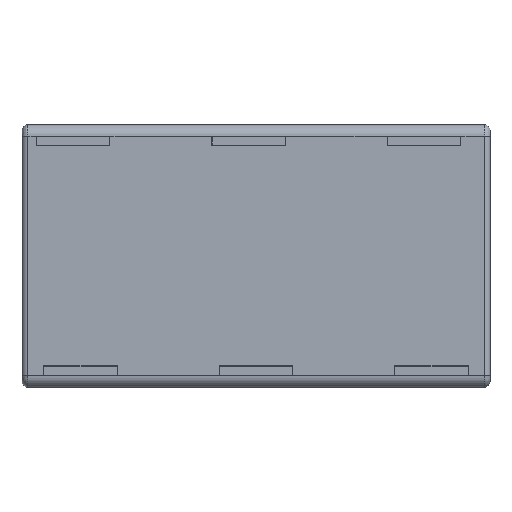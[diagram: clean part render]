
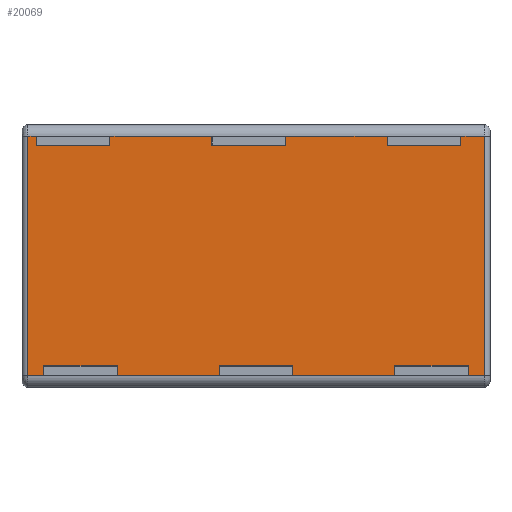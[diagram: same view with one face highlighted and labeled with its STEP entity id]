
A CAD part, front view. The second image highlights one B-rep face of the part: STEP entity #20069.
In plain terms, the highlighted planar face has unit normal (0, -1, 0).
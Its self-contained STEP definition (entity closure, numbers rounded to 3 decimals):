
#1646=FACE_BOUND('',#4222,.T.);
#1647=FACE_BOUND('',#4223,.T.);
#1648=FACE_BOUND('',#4224,.T.);
#2997=FACE_OUTER_BOUND('',#4221,.T.);
#4221=EDGE_LOOP('',(#18263,#18264,#18265,#18266,#18267,#18268,#18269,#18270,
#18271,#18272,#18273,#18274,#18275,#18276,#18277,#18278));
#4222=EDGE_LOOP('',(#18279,#18280,#18281,#18282));
#4223=EDGE_LOOP('',(#18283,#18284,#18285,#18286));
#4224=EDGE_LOOP('',(#18287,#18288,#18289,#18290));
#5923=LINE('',#36859,#7676);
#5957=LINE('',#37003,#7710);
#5960=LINE('',#37009,#7713);
#5963=LINE('',#37015,#7716);
#5966=LINE('',#37023,#7719);
#5969=LINE('',#37031,#7722);
#5971=LINE('',#37039,#7724);
#5973=LINE('',#37047,#7726);
#5975=LINE('',#37054,#7728);
#5977=LINE('',#37058,#7730);
#5983=LINE('',#37069,#7736);
#5984=LINE('',#37071,#7737);
#5985=LINE('',#37072,#7738);
#5986=LINE('',#37074,#7739);
#5987=LINE('',#37075,#7740);
#5988=LINE('',#37077,#7741);
#5989=LINE('',#37079,#7742);
#5990=LINE('',#37080,#7743);
#5991=LINE('',#37082,#7744);
#5992=LINE('',#37083,#7745);
#5993=LINE('',#37085,#7746);
#5994=LINE('',#37087,#7747);
#5995=LINE('',#37088,#7748);
#5996=LINE('',#37089,#7749);
#5997=LINE('',#37090,#7750);
#5998=LINE('',#37092,#7751);
#5999=LINE('',#37094,#7752);
#6000=LINE('',#37095,#7753);
#7676=VECTOR('',#24194,10.);
#7710=VECTOR('',#24256,10.);
#7713=VECTOR('',#24261,10.);
#7716=VECTOR('',#24266,10.);
#7719=VECTOR('',#24273,10.);
#7722=VECTOR('',#24280,10.);
#7724=VECTOR('',#24286,10.);
#7726=VECTOR('',#24292,10.);
#7728=VECTOR('',#24298,10.);
#7730=VECTOR('',#24302,10.);
#7736=VECTOR('',#24316,10.);
#7737=VECTOR('',#24317,10.);
#7738=VECTOR('',#24318,10.);
#7739=VECTOR('',#24319,10.);
#7740=VECTOR('',#24320,10.);
#7741=VECTOR('',#24321,10.);
#7742=VECTOR('',#24322,10.);
#7743=VECTOR('',#24323,10.);
#7744=VECTOR('',#24324,10.);
#7745=VECTOR('',#24325,10.);
#7746=VECTOR('',#24326,10.);
#7747=VECTOR('',#24327,10.);
#7748=VECTOR('',#24328,10.);
#7749=VECTOR('',#24329,10.);
#7750=VECTOR('',#24330,10.);
#7751=VECTOR('',#24331,10.);
#7752=VECTOR('',#24332,10.);
#7753=VECTOR('',#24333,10.);
#9609=VERTEX_POINT('',#36856);
#9610=VERTEX_POINT('',#36858);
#9657=VERTEX_POINT('',#37000);
#9658=VERTEX_POINT('',#37002);
#9659=VERTEX_POINT('',#37006);
#9660=VERTEX_POINT('',#37008);
#9661=VERTEX_POINT('',#37012);
#9662=VERTEX_POINT('',#37014);
#9664=VERTEX_POINT('',#37020);
#9665=VERTEX_POINT('',#37022);
#9667=VERTEX_POINT('',#37028);
#9668=VERTEX_POINT('',#37030);
#9671=VERTEX_POINT('',#37036);
#9672=VERTEX_POINT('',#37038);
#9675=VERTEX_POINT('',#37044);
#9676=VERTEX_POINT('',#37046);
#9679=VERTEX_POINT('',#37052);
#9680=VERTEX_POINT('',#37057);
#9681=VERTEX_POINT('',#37068);
#9682=VERTEX_POINT('',#37070);
#9683=VERTEX_POINT('',#37073);
#9684=VERTEX_POINT('',#37076);
#9685=VERTEX_POINT('',#37078);
#9686=VERTEX_POINT('',#37081);
#9687=VERTEX_POINT('',#37084);
#9688=VERTEX_POINT('',#37086);
#9689=VERTEX_POINT('',#37091);
#9690=VERTEX_POINT('',#37093);
#12478=EDGE_CURVE('',#9610,#9609,#5923,.T.);
#12528=EDGE_CURVE('',#9658,#9657,#5957,.T.);
#12531=EDGE_CURVE('',#9660,#9659,#5960,.T.);
#12534=EDGE_CURVE('',#9662,#9661,#5963,.T.);
#12538=EDGE_CURVE('',#9665,#9664,#5966,.T.);
#12542=EDGE_CURVE('',#9667,#9668,#5969,.T.);
#12546=EDGE_CURVE('',#9671,#9672,#5971,.T.);
#12550=EDGE_CURVE('',#9675,#9676,#5973,.T.);
#12554=EDGE_CURVE('',#9679,#9664,#5975,.T.);
#12556=EDGE_CURVE('',#9680,#9672,#5977,.T.);
#12562=EDGE_CURVE('',#9681,#9679,#5983,.T.);
#12563=EDGE_CURVE('',#9682,#9681,#5984,.T.);
#12564=EDGE_CURVE('',#9676,#9682,#5985,.T.);
#12565=EDGE_CURVE('',#9675,#9683,#5986,.T.);
#12566=EDGE_CURVE('',#9683,#9680,#5987,.T.);
#12567=EDGE_CURVE('',#9671,#9684,#5988,.T.);
#12568=EDGE_CURVE('',#9684,#9685,#5989,.T.);
#12569=EDGE_CURVE('',#9685,#9668,#5990,.T.);
#12570=EDGE_CURVE('',#9667,#9686,#5991,.T.);
#12571=EDGE_CURVE('',#9686,#9665,#5992,.T.);
#12572=EDGE_CURVE('',#9609,#9687,#5993,.T.);
#12573=EDGE_CURVE('',#9687,#9688,#5994,.T.);
#12574=EDGE_CURVE('',#9688,#9610,#5995,.T.);
#12575=EDGE_CURVE('',#9657,#9660,#5996,.T.);
#12576=EDGE_CURVE('',#9659,#9658,#5997,.T.);
#12577=EDGE_CURVE('',#9661,#9689,#5998,.T.);
#12578=EDGE_CURVE('',#9689,#9690,#5999,.T.);
#12579=EDGE_CURVE('',#9690,#9662,#6000,.T.);
#18263=ORIENTED_EDGE('',*,*,#12538,.T.);
#18264=ORIENTED_EDGE('',*,*,#12554,.F.);
#18265=ORIENTED_EDGE('',*,*,#12562,.F.);
#18266=ORIENTED_EDGE('',*,*,#12563,.F.);
#18267=ORIENTED_EDGE('',*,*,#12564,.F.);
#18268=ORIENTED_EDGE('',*,*,#12550,.F.);
#18269=ORIENTED_EDGE('',*,*,#12565,.T.);
#18270=ORIENTED_EDGE('',*,*,#12566,.T.);
#18271=ORIENTED_EDGE('',*,*,#12556,.T.);
#18272=ORIENTED_EDGE('',*,*,#12546,.F.);
#18273=ORIENTED_EDGE('',*,*,#12567,.T.);
#18274=ORIENTED_EDGE('',*,*,#12568,.T.);
#18275=ORIENTED_EDGE('',*,*,#12569,.T.);
#18276=ORIENTED_EDGE('',*,*,#12542,.F.);
#18277=ORIENTED_EDGE('',*,*,#12570,.T.);
#18278=ORIENTED_EDGE('',*,*,#12571,.T.);
#18279=ORIENTED_EDGE('',*,*,#12572,.T.);
#18280=ORIENTED_EDGE('',*,*,#12573,.T.);
#18281=ORIENTED_EDGE('',*,*,#12574,.T.);
#18282=ORIENTED_EDGE('',*,*,#12478,.T.);
#18283=ORIENTED_EDGE('',*,*,#12575,.T.);
#18284=ORIENTED_EDGE('',*,*,#12531,.T.);
#18285=ORIENTED_EDGE('',*,*,#12576,.T.);
#18286=ORIENTED_EDGE('',*,*,#12528,.T.);
#18287=ORIENTED_EDGE('',*,*,#12577,.T.);
#18288=ORIENTED_EDGE('',*,*,#12578,.T.);
#18289=ORIENTED_EDGE('',*,*,#12579,.T.);
#18290=ORIENTED_EDGE('',*,*,#12534,.T.);
#18990=PLANE('',#20949);
#20069=ADVANCED_FACE('',(#2997,#1646,#1647,#1648),#18990,.T.);
#20949=AXIS2_PLACEMENT_3D('',#37067,#24314,#24315);
#24194=DIRECTION('',(0.,0.,1.));
#24256=DIRECTION('',(0.,0.,-1.));
#24261=DIRECTION('',(0.,0.,1.));
#24266=DIRECTION('',(0.,0.,-1.));
#24273=DIRECTION('',(0.,0.,1.));
#24280=DIRECTION('',(1.,0.,0.));
#24286=DIRECTION('',(1.,0.,0.));
#24292=DIRECTION('',(1.,0.,0.));
#24298=DIRECTION('',(1.,0.,0.));
#24302=DIRECTION('',(0.,0.,1.));
#24314=DIRECTION('center_axis',(0.,-1.,0.));
#24315=DIRECTION('ref_axis',(0.,0.,-1.));
#24316=DIRECTION('',(0.,0.,1.));
#24317=DIRECTION('',(-1.,0.,0.));
#24318=DIRECTION('',(0.,0.,-1.));
#24319=DIRECTION('',(0.,0.,-1.));
#24320=DIRECTION('',(-1.,0.,0.));
#24321=DIRECTION('',(0.,0.,-1.));
#24322=DIRECTION('',(-1.,0.,0.));
#24323=DIRECTION('',(0.,0.,1.));
#24324=DIRECTION('',(0.,0.,-1.));
#24325=DIRECTION('',(-1.,0.,0.));
#24326=DIRECTION('',(1.,0.,0.));
#24327=DIRECTION('',(0.,0.,-1.));
#24328=DIRECTION('',(-1.,0.,0.));
#24329=DIRECTION('',(-1.,0.,0.));
#24330=DIRECTION('',(1.,0.,0.));
#24331=DIRECTION('',(-1.,0.,0.));
#24332=DIRECTION('',(0.,0.,1.));
#24333=DIRECTION('',(1.,0.,0.));
#36856=CARTESIAN_POINT('',(47.4,0.,-84.786));
#36858=CARTESIAN_POINT('',(47.4,0.,-87.986));
#36859=CARTESIAN_POINT('',(47.4,0.,-42.443));
#37000=CARTESIAN_POINT('',(12.6,0.,-87.986));
#37002=CARTESIAN_POINT('',(12.6,0.,-84.786));
#37003=CARTESIAN_POINT('',(12.6,0.,-43.943));
#37006=CARTESIAN_POINT('',(-12.6,0.,-84.786));
#37008=CARTESIAN_POINT('',(-12.6,0.,-87.986));
#37009=CARTESIAN_POINT('',(-12.6,0.,-42.443));
#37012=CARTESIAN_POINT('',(-47.4,0.,-87.986));
#37014=CARTESIAN_POINT('',(-47.4,0.,-84.786));
#37015=CARTESIAN_POINT('',(-47.4,0.,-43.943));
#37020=CARTESIAN_POINT('',(-75.126,0.,-6.279));
#37022=CARTESIAN_POINT('',(-75.126,0.,-9.418));
#37023=CARTESIAN_POINT('',(-75.126,0.,-3.159));
#37028=CARTESIAN_POINT('',(-49.926,0.,-6.279));
#37030=CARTESIAN_POINT('',(-15.126,0.,-6.279));
#37031=CARTESIAN_POINT('',(0.,0.,-6.279));
#37036=CARTESIAN_POINT('',(10.074,0.,-6.279));
#37038=CARTESIAN_POINT('',(44.874,0.,-6.279));
#37039=CARTESIAN_POINT('',(0.,0.,-6.279));
#37044=CARTESIAN_POINT('',(70.074,0.,-6.279));
#37046=CARTESIAN_POINT('',(78.,0.,-6.279));
#37047=CARTESIAN_POINT('',(0.,0.,-6.279));
#37052=CARTESIAN_POINT('',(-78.,0.,-6.279));
#37054=CARTESIAN_POINT('',(0.,0.,-6.279));
#37057=CARTESIAN_POINT('',(44.874,0.,-9.418));
#37058=CARTESIAN_POINT('',(44.874,0.,-3.159));
#37067=CARTESIAN_POINT('Origin',(0.,0.,0.));
#37068=CARTESIAN_POINT('',(-78.,0.,-88.072));
#37069=CARTESIAN_POINT('',(-78.,0.,-23.75));
#37070=CARTESIAN_POINT('',(78.,0.,-88.072));
#37071=CARTESIAN_POINT('',(0.,0.,-88.072));
#37072=CARTESIAN_POINT('',(78.,0.,-23.75));
#37073=CARTESIAN_POINT('',(70.074,0.,-9.418));
#37074=CARTESIAN_POINT('',(70.074,0.,-3.159));
#37075=CARTESIAN_POINT('',(22.487,0.,-9.418));
#37076=CARTESIAN_POINT('',(10.074,0.,-9.418));
#37077=CARTESIAN_POINT('',(10.074,0.,-3.159));
#37078=CARTESIAN_POINT('',(-15.126,0.,-9.418));
#37079=CARTESIAN_POINT('',(4.987,0.,-9.418));
#37080=CARTESIAN_POINT('',(-15.126,0.,-3.159));
#37081=CARTESIAN_POINT('',(-49.926,0.,-9.418));
#37082=CARTESIAN_POINT('',(-49.926,0.,-3.159));
#37083=CARTESIAN_POINT('',(-37.513,0.,-9.418));
#37084=CARTESIAN_POINT('',(72.6,0.,-84.786));
#37085=CARTESIAN_POINT('',(23.75,0.,-84.786));
#37086=CARTESIAN_POINT('',(72.6,0.,-87.986));
#37087=CARTESIAN_POINT('',(72.6,0.,-43.943));
#37088=CARTESIAN_POINT('',(23.75,0.,-87.986));
#37089=CARTESIAN_POINT('',(6.25,0.,-87.986));
#37090=CARTESIAN_POINT('',(6.25,0.,-84.786));
#37091=CARTESIAN_POINT('',(-72.6,0.,-87.986));
#37092=CARTESIAN_POINT('',(-23.75,0.,-87.986));
#37093=CARTESIAN_POINT('',(-72.6,0.,-84.786));
#37094=CARTESIAN_POINT('',(-72.6,0.,-42.443));
#37095=CARTESIAN_POINT('',(-23.75,0.,-84.786));
